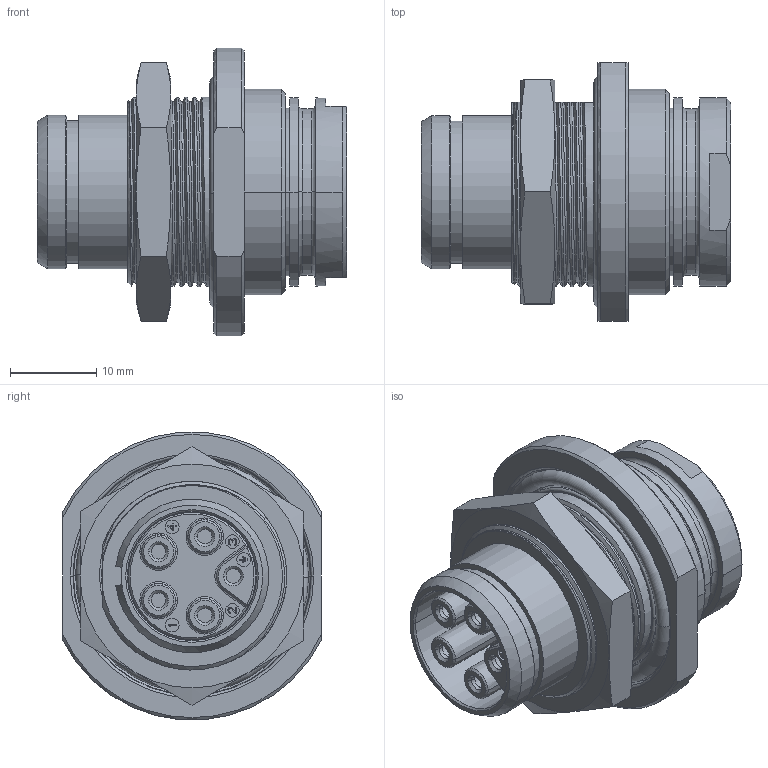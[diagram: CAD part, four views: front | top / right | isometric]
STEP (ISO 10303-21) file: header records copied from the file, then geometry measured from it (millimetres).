
FILE_DESCRIPTION((''),'2;1');
FILE_NAME('1331EVR295FZ','2024-07-23T08:33:10',('paultorloting'),('NET AG system integration'),'CREO PARAMETRIC BY PTC INC, 2021404','CREO PARAMETRIC BY PTC INC, 2021404','');
FILE_SCHEMA(('AUTOMOTIVE_DESIGN { 1 0 10303 214 1 1 1 1 }'));
Length unit declared in the file: millimetre
Products named in the file (1): 1331EVR295FZ
Bounding box: 35.9 x 30 x 33.38 mm (x, y, z)
Volume: 10366.4 mm3; surface area: 12901.3 mm2
Topology: 1 solids, 1 shells, 920 faces, 2430 edges, 1571 vertices
Faces by surface type: plane 478, cylinder 218, cone 116, torus 74, bspline 34
Entity records: 36856 total; most frequent: CARTESIAN_POINT 11063, ORIENTED_EDGE 4840, DIRECTION 4617, EDGE_CURVE 2420, AXIS2_PLACEMENT_3D 1599, VERTEX_POINT 1571, VECTOR 1416, LINE 1416
